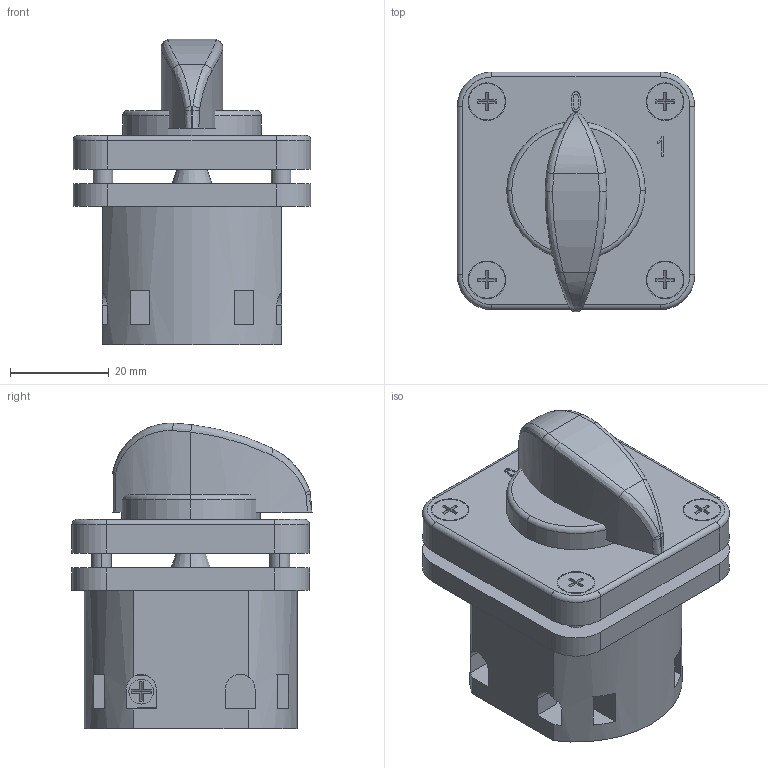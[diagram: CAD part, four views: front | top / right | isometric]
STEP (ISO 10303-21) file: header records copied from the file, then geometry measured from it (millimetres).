
FILE_DESCRIPTION (( 'STEP AP214' ), '1' );
FILE_NAME ('BCS11-010-1 Ïåðåêëþ÷àòåëü êóëà÷êîâûé ÏÊÏ10-11_0 10À 0-1 1Ð_400Â.STEP', '2017-12-13T12:14:26', ( '' ), ( '' ), 'SwSTEP 2.0', 'SolidWorks 2014', '' );
FILE_SCHEMA (( 'AUTOMOTIVE_DESIGN' ));
Length unit declared in the file: millimetre
Products named in the file (1): BCS11-010-1 Ïåðåêëþ÷àòåëü êóëà÷êîâûé ÏÊÏ10-11_0 10À  0-1  1Ð_400Â
Bounding box: 48 x 48.5 x 61.74 mm (x, y, z)
Volume: 70135.2 mm3; surface area: 19292.1 mm2
Topology: 6 solids, 6 shells, 258 faces, 620 edges, 394 vertices
Faces by surface type: plane 158, cylinder 67, bspline 24, torus 6, cone 2, sphere 1
Entity records: 8695 total; most frequent: CARTESIAN_POINT 2644, ORIENTED_EDGE 1236, DIRECTION 1194, EDGE_CURVE 618, VECTOR 404, LINE 404, AXIS2_PLACEMENT_3D 395, VERTEX_POINT 393
